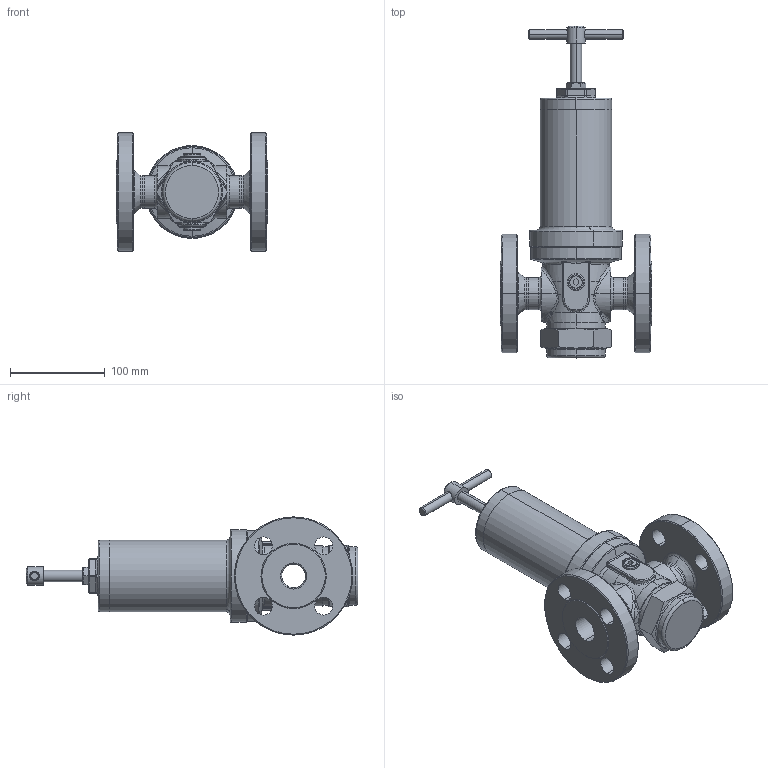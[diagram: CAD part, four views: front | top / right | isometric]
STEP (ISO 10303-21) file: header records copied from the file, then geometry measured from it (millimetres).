
FILE_DESCRIPTION (( 'STEP AP203' ), '1' );
FILE_NAME ('Typ_71-BG_II-D025-(84).STEP', '2021-04-13T08:57:21', ( '' ), ( '' ), 'SwSTEP 2.0', 'SolidWorks 2016', '' );
FILE_SCHEMA (( 'CONFIG_CONTROL_DESIGN' ));
Length unit declared in the file: millimetre
Products named in the file (1): Typ_71-BG_II-D025-(84)
Bounding box: 160 x 350.6 x 125 mm (x, y, z)
Volume: 749230.8 mm3; surface area: 254470.7 mm2
Topology: 11 solids, 11 shells, 554 faces, 1234 edges, 724 vertices
Faces by surface type: cylinder 169, cone 141, plane 101, torus 81, bspline 62
Entity records: 19174 total; most frequent: CARTESIAN_POINT 7137, DIRECTION 2557, ORIENTED_EDGE 2456, EDGE_CURVE 1228, AXIS2_PLACEMENT_3D 1100, VERTEX_POINT 724, EDGE_LOOP 620, CIRCLE 607
